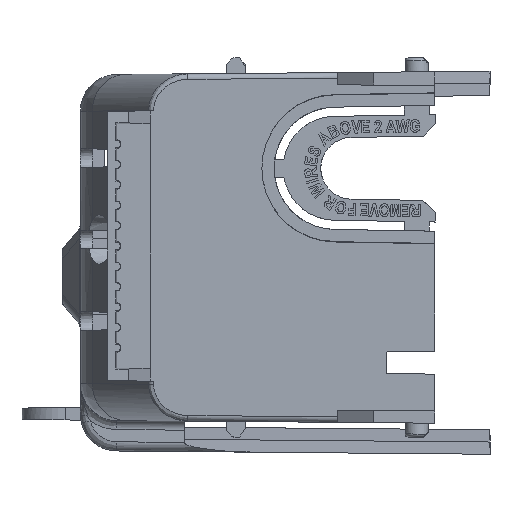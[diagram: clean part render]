
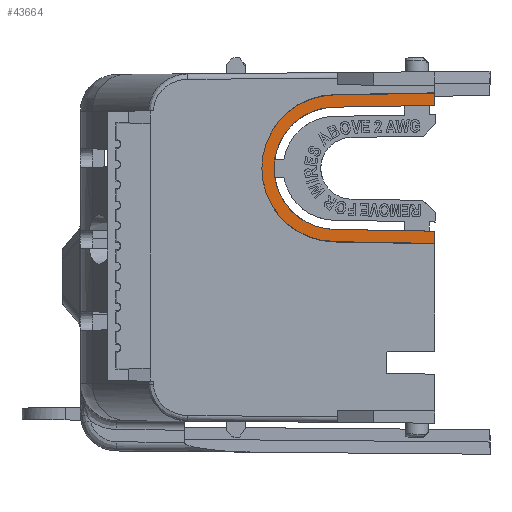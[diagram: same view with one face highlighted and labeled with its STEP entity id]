
A CAD part, left-side view. The second image highlights one B-rep face of the part: STEP entity #43664.
In plain terms, the highlighted planar face has unit normal (-1, 0.009, 0).
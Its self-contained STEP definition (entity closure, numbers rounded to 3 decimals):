
#15998 = EDGE_CURVE ( 'NONE', #18181, #16071, #47634, .T. ) ;
#16071 = VERTEX_POINT ( 'NONE', #47886 ) ;
#17772 = CARTESIAN_POINT ( 'NONE',  ( -92.408, 16.489, 22.946 ) ) ;
#17816 = CIRCLE ( 'NONE', #17872, 12. ) ;
#17872 = AXIS2_PLACEMENT_3D ( 'NONE', #17913, #17912, #17911 ) ;
#17911 = DIRECTION ( 'NONE',  ( 0.009, 1., 0. ) ) ;
#17912 = DIRECTION ( 'NONE',  ( -1., 0.009, 0. ) ) ;
#17913 = CARTESIAN_POINT ( 'NONE',  ( -92.41, 16.314, 12.948 ) ) ;
#17978 = DIRECTION ( 'NONE',  ( -0.009, -1., 0.017 ) ) ;
#17979 = VECTOR ( 'NONE', #17978, 1000. ) ;
#17980 = CARTESIAN_POINT ( 'NONE',  ( -92.552, 0., 23.234 ) ) ;
#18000 = LINE ( 'NONE', #17980, #17979 ) ;
#18181 = VERTEX_POINT ( 'NONE', #48288 ) ;
#18326 = DIRECTION ( 'NONE',  ( 0.009, 1., 0.017 ) ) ;
#18327 = VECTOR ( 'NONE', #18326, 1000. ) ;
#18328 = CARTESIAN_POINT ( 'NONE',  ( -92.408, 16.489, 2.949 ) ) ;
#18332 = LINE ( 'NONE', #18328, #18327 ) ;
#18951 = CARTESIAN_POINT ( 'NONE',  ( -92.552, 0., 2.661 ) ) ;
#24866 = CIRCLE ( 'NONE', #24968, 12. ) ;
#24875 = CARTESIAN_POINT ( 'NONE',  ( -92.41, 16.314, 12.948 ) ) ;
#24906 = DIRECTION ( 'NONE',  ( 0.009, 1., 0. ) ) ;
#24908 = DIRECTION ( 'NONE',  ( -1., 0.009, 0. ) ) ;
#24968 = AXIS2_PLACEMENT_3D ( 'NONE', #24875, #24908, #24906 ) ;
#25268 = DIRECTION ( 'NONE',  ( 0.009, 1., -0.017 ) ) ;
#25269 = CARTESIAN_POINT ( 'NONE',  ( -92.552, 0., 25.234 ) ) ;
#25270 = LINE ( 'NONE', #25269, #25371 ) ;
#25297 = CARTESIAN_POINT ( 'NONE',  ( -92.408, 16.524, 24.946 ) ) ;
#25371 = VECTOR ( 'NONE', #25268, 1000. ) ;
#25667 = DIRECTION ( 'NONE',  ( -0.009, -1., 0. ) ) ;
#25668 = DIRECTION ( 'NONE',  ( -1., 0.009, 0. ) ) ;
#25675 = PLANE ( 'NONE',  #25705 ) ;
#25680 = CARTESIAN_POINT ( 'NONE',  ( -92.41, 16.314, 12.948 ) ) ;
#25697 = DIRECTION ( 'NONE',  ( -0.009, -1., -0.017 ) ) ;
#25698 = VECTOR ( 'NONE', #25697, 1000. ) ;
#25700 = CARTESIAN_POINT ( 'NONE',  ( -92.552, 0., 0.661 ) ) ;
#25701 = LINE ( 'NONE', #25700, #25698 ) ;
#25705 = AXIS2_PLACEMENT_3D ( 'NONE', #25680, #25668, #25667 ) ;
#25711 = FACE_OUTER_BOUND ( 'NONE', #43654, .T. ) ;
#35256 = VERTEX_POINT ( 'NONE', #18951 ) ;
#39322 = VERTEX_POINT ( 'NONE', #42565 ) ;
#39352 = VERTEX_POINT ( 'NONE', #42728 ) ;
#40187 = VERTEX_POINT ( 'NONE', #43339 ) ;
#41222 = EDGE_CURVE ( 'NONE', #39322, #35256, #44008, .T. ) ;
#41959 = EDGE_CURVE ( 'NONE', #41960, #42192, #44381, .T. ) ;
#41960 = VERTEX_POINT ( 'NONE', #44377 ) ;
#42192 = VERTEX_POINT ( 'NONE', #17772 ) ;
#42215 = EDGE_CURVE ( 'NONE', #39352, #40187, #17816, .T. ) ;
#42229 = EDGE_CURVE ( 'NONE', #42192, #18181, #18000, .T. ) ;
#42348 = EDGE_CURVE ( 'NONE', #35256, #41960, #18332, .T. ) ;
#42565 = CARTESIAN_POINT ( 'NONE',  ( -92.552, 0., 0.661 ) ) ;
#42728 = CARTESIAN_POINT ( 'NONE',  ( -92.305, 28.314, 12.948 ) ) ;
#43152 = ORIENTED_EDGE ( 'NONE', *, *, #41959, .T. ) ;
#43160 = EDGE_CURVE ( 'NONE', #43551, #39352, #24866, .T. ) ;
#43339 = CARTESIAN_POINT ( 'NONE',  ( -92.408, 16.524, 0.949 ) ) ;
#43525 = ORIENTED_EDGE ( 'NONE', *, *, #42215, .T. ) ;
#43542 = ORIENTED_EDGE ( 'NONE', *, *, #43653, .T. ) ;
#43551 = VERTEX_POINT ( 'NONE', #25297 ) ;
#43561 = EDGE_CURVE ( 'NONE', #16071, #43551, #25270, .T. ) ;
#43566 = ORIENTED_EDGE ( 'NONE', *, *, #41222, .T. ) ;
#43630 = ORIENTED_EDGE ( 'NONE', *, *, #43561, .T. ) ;
#43634 = ORIENTED_EDGE ( 'NONE', *, *, #42348, .T. ) ;
#43638 = ORIENTED_EDGE ( 'NONE', *, *, #15998, .T. ) ;
#43641 = ORIENTED_EDGE ( 'NONE', *, *, #43160, .T. ) ;
#43653 = EDGE_CURVE ( 'NONE', #40187, #39322, #25701, .T. ) ;
#43654 = EDGE_LOOP ( 'NONE', ( #43152, #43669, #43638, #43630, #43641, #43525, #43542, #43566, #43634 ) ) ;
#43664 = ADVANCED_FACE ( 'NONE', ( #25711 ), #25675, .T. ) ;
#43669 = ORIENTED_EDGE ( 'NONE', *, *, #42229, .T. ) ;
#44000 = DIRECTION ( 'NONE',  ( 0., 0., 1. ) ) ;
#44007 = CARTESIAN_POINT ( 'NONE',  ( -92.552, 0., 2.661 ) ) ;
#44008 = LINE ( 'NONE', #44007, #44013 ) ;
#44013 = VECTOR ( 'NONE', #44000, 1000. ) ;
#44370 = CARTESIAN_POINT ( 'NONE',  ( -92.408, 16.489, 22.946 ) ) ;
#44371 = CARTESIAN_POINT ( 'NONE',  ( -92.24, 35.808, 22.609 ) ) ;
#44372 = CARTESIAN_POINT ( 'NONE',  ( -92.24, 35.808, 3.286 ) ) ;
#44373 = CARTESIAN_POINT ( 'NONE',  ( -92.408, 16.489, 2.949 ) ) ;
#44377 = CARTESIAN_POINT ( 'NONE',  ( -92.408, 16.489, 2.949 ) ) ;
#44381 =( BOUNDED_CURVE ( )  B_SPLINE_CURVE ( 3, ( #44373, #44372, #44371, #44370 ),
 .UNSPECIFIED., .F., .T. ) 
 B_SPLINE_CURVE_WITH_KNOTS ( ( 4, 4 ),
 ( 1.588, 4.695 ),
 .UNSPECIFIED. ) 
 CURVE ( )  GEOMETRIC_REPRESENTATION_ITEM ( )  RATIONAL_B_SPLINE_CURVE ( ( 1., 0.345, 0.345, 1. ) ) 
 REPRESENTATION_ITEM ( '' )  );
#47631 = DIRECTION ( 'NONE',  ( 0., 0., 1. ) ) ;
#47632 = VECTOR ( 'NONE', #47631, 1000. ) ;
#47633 = CARTESIAN_POINT ( 'NONE',  ( -92.552, 0., 23.234 ) ) ;
#47634 = LINE ( 'NONE', #47633, #47632 ) ;
#47886 = CARTESIAN_POINT ( 'NONE',  ( -92.552, 0., 25.234 ) ) ;
#48288 = CARTESIAN_POINT ( 'NONE',  ( -92.552, 0., 23.234 ) ) ;
